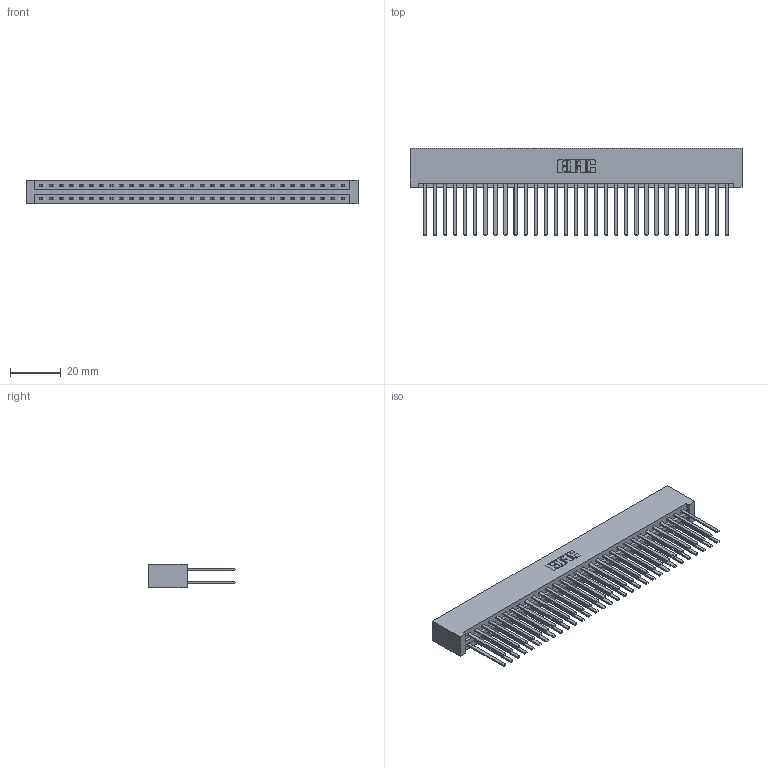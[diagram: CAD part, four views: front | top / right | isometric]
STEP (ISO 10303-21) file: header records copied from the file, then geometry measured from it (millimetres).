
FILE_DESCRIPTION (( 'STEP AP203' ), '1' );
FILE_NAME ('387-062-544-201.STEP', '2019-10-19T15:17:26', ( '' ), ( '' ), 'SwSTEP 2.0', 'SolidWorks 2016', '' );
FILE_SCHEMA (( 'CONFIG_CONTROL_DESIGN' ));
Length unit declared in the file: inch
Products named in the file (3): 337 Part_No Mounting Lugs; 345-292-001_345-293-144; 387-062-544-201
Assembly tree (63 placements, depth 2):
  387-062-544-201
    337 Part_No Mounting Lugs
    345-292-001_345-293-144  x62
Bounding box: 130.71 x 34.3 x 9.4 mm (x, y, z)
Volume: 15258.5 mm3; surface area: 20038.3 mm2
Topology: 63 solids, 63 shells, 3082 faces, 9153 edges, 6018 vertices
Faces by surface type: plane 2174, cylinder 908
Entity records: 24997 total; most frequent: CARTESIAN_POINT 4218, ORIENTED_EDGE 4154, DIRECTION 3597, EDGE_CURVE 2077, VECTOR 1961, LINE 1961, VERTEX_POINT 1382, AXIS2_PLACEMENT_3D 818
